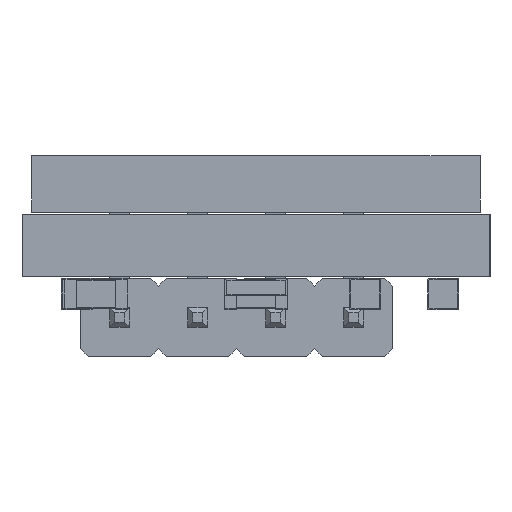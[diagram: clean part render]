
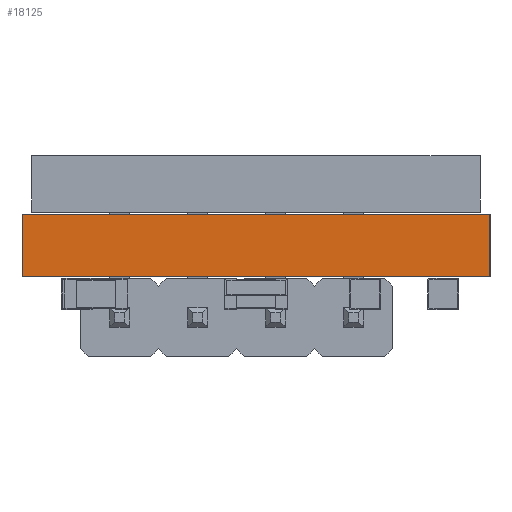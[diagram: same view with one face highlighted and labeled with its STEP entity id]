
A CAD part, left-side view. The second image highlights one B-rep face of the part: STEP entity #18125.
In plain terms, the highlighted planar face has unit normal (-1, 0, 0).
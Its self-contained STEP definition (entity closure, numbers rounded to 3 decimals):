
#18009 = EDGE_CURVE('',#18010,#18012,#18014,.T.);
#18010 = VERTEX_POINT('',#18011);
#18011 = CARTESIAN_POINT('',(103.4,-88.5,0.));
#18012 = VERTEX_POINT('',#18013);
#18013 = CARTESIAN_POINT('',(103.4,-88.5,1.6));
#18014 = SURFACE_CURVE('',#18015,(#18019,#18031),.PCURVE_S1.);
#18015 = LINE('',#18016,#18017);
#18016 = CARTESIAN_POINT('',(103.4,-88.5,0.));
#18017 = VECTOR('',#18018,1.);
#18018 = DIRECTION('',(0.,0.,1.));
#18019 = PCURVE('',#18020,#18025);
#18020 = PLANE('',#18021);
#18021 = AXIS2_PLACEMENT_3D('',#18022,#18023,#18024);
#18022 = CARTESIAN_POINT('',(103.4,-88.5,0.));
#18023 = DIRECTION('',(0.,1.,0.));
#18024 = DIRECTION('',(1.,0.,0.));
#18025 = DEFINITIONAL_REPRESENTATION('',(#18026),#18030);
#18026 = LINE('',#18027,#18028);
#18027 = CARTESIAN_POINT('',(0.,0.));
#18028 = VECTOR('',#18029,1.);
#18029 = DIRECTION('',(0.,-1.));
#18030 = ( GEOMETRIC_REPRESENTATION_CONTEXT(2) 
PARAMETRIC_REPRESENTATION_CONTEXT() REPRESENTATION_CONTEXT('2D SPACE',''
  ) );
#18031 = PCURVE('',#18032,#18037);
#18032 = PLANE('',#18033);
#18033 = AXIS2_PLACEMENT_3D('',#18034,#18035,#18036);
#18034 = CARTESIAN_POINT('',(103.4,-100.5,0.));
#18035 = DIRECTION('',(-1.,0.,0.));
#18036 = DIRECTION('',(0.,1.,0.));
#18037 = DEFINITIONAL_REPRESENTATION('',(#18038),#18042);
#18038 = LINE('',#18039,#18040);
#18039 = CARTESIAN_POINT('',(12.,0.));
#18040 = VECTOR('',#18041,1.);
#18041 = DIRECTION('',(0.,-1.));
#18042 = ( GEOMETRIC_REPRESENTATION_CONTEXT(2) 
PARAMETRIC_REPRESENTATION_CONTEXT() REPRESENTATION_CONTEXT('2D SPACE',''
  ) );
#18060 = PLANE('',#18061);
#18061 = AXIS2_PLACEMENT_3D('',#18062,#18063,#18064);
#18062 = CARTESIAN_POINT('',(143.4,-94.5,1.6));
#18063 = DIRECTION('',(-0.,-0.,-1.));
#18064 = DIRECTION('',(-1.,0.,0.));
#18114 = PLANE('',#18115);
#18115 = AXIS2_PLACEMENT_3D('',#18116,#18117,#18118);
#18116 = CARTESIAN_POINT('',(143.4,-94.5,0.));
#18117 = DIRECTION('',(-0.,-0.,-1.));
#18118 = DIRECTION('',(-1.,0.,0.));
#18125 = ADVANCED_FACE('',(#18126),#18032,.T.);
#18126 = FACE_BOUND('',#18127,.T.);
#18127 = EDGE_LOOP('',(#18128,#18158,#18179,#18180));
#18128 = ORIENTED_EDGE('',*,*,#18129,.T.);
#18129 = EDGE_CURVE('',#18130,#18132,#18134,.T.);
#18130 = VERTEX_POINT('',#18131);
#18131 = CARTESIAN_POINT('',(103.4,-100.5,0.));
#18132 = VERTEX_POINT('',#18133);
#18133 = CARTESIAN_POINT('',(103.4,-100.5,1.6));
#18134 = SURFACE_CURVE('',#18135,(#18139,#18146),.PCURVE_S1.);
#18135 = LINE('',#18136,#18137);
#18136 = CARTESIAN_POINT('',(103.4,-100.5,0.));
#18137 = VECTOR('',#18138,1.);
#18138 = DIRECTION('',(0.,0.,1.));
#18139 = PCURVE('',#18032,#18140);
#18140 = DEFINITIONAL_REPRESENTATION('',(#18141),#18145);
#18141 = LINE('',#18142,#18143);
#18142 = CARTESIAN_POINT('',(0.,0.));
#18143 = VECTOR('',#18144,1.);
#18144 = DIRECTION('',(0.,-1.));
#18145 = ( GEOMETRIC_REPRESENTATION_CONTEXT(2) 
PARAMETRIC_REPRESENTATION_CONTEXT() REPRESENTATION_CONTEXT('2D SPACE',''
  ) );
#18146 = PCURVE('',#18147,#18152);
#18147 = PLANE('',#18148);
#18148 = AXIS2_PLACEMENT_3D('',#18149,#18150,#18151);
#18149 = CARTESIAN_POINT('',(183.4,-100.5,0.));
#18150 = DIRECTION('',(0.,-1.,0.));
#18151 = DIRECTION('',(-1.,0.,0.));
#18152 = DEFINITIONAL_REPRESENTATION('',(#18153),#18157);
#18153 = LINE('',#18154,#18155);
#18154 = CARTESIAN_POINT('',(80.,0.));
#18155 = VECTOR('',#18156,1.);
#18156 = DIRECTION('',(0.,-1.));
#18157 = ( GEOMETRIC_REPRESENTATION_CONTEXT(2) 
PARAMETRIC_REPRESENTATION_CONTEXT() REPRESENTATION_CONTEXT('2D SPACE',''
  ) );
#18158 = ORIENTED_EDGE('',*,*,#18159,.T.);
#18159 = EDGE_CURVE('',#18132,#18012,#18160,.T.);
#18160 = SURFACE_CURVE('',#18161,(#18165,#18172),.PCURVE_S1.);
#18161 = LINE('',#18162,#18163);
#18162 = CARTESIAN_POINT('',(103.4,-100.5,1.6));
#18163 = VECTOR('',#18164,1.);
#18164 = DIRECTION('',(0.,1.,0.));
#18165 = PCURVE('',#18032,#18166);
#18166 = DEFINITIONAL_REPRESENTATION('',(#18167),#18171);
#18167 = LINE('',#18168,#18169);
#18168 = CARTESIAN_POINT('',(0.,-1.6));
#18169 = VECTOR('',#18170,1.);
#18170 = DIRECTION('',(1.,0.));
#18171 = ( GEOMETRIC_REPRESENTATION_CONTEXT(2) 
PARAMETRIC_REPRESENTATION_CONTEXT() REPRESENTATION_CONTEXT('2D SPACE',''
  ) );
#18172 = PCURVE('',#18060,#18173);
#18173 = DEFINITIONAL_REPRESENTATION('',(#18174),#18178);
#18174 = LINE('',#18175,#18176);
#18175 = CARTESIAN_POINT('',(40.,-6.));
#18176 = VECTOR('',#18177,1.);
#18177 = DIRECTION('',(0.,1.));
#18178 = ( GEOMETRIC_REPRESENTATION_CONTEXT(2) 
PARAMETRIC_REPRESENTATION_CONTEXT() REPRESENTATION_CONTEXT('2D SPACE',''
  ) );
#18179 = ORIENTED_EDGE('',*,*,#18009,.F.);
#18180 = ORIENTED_EDGE('',*,*,#18181,.F.);
#18181 = EDGE_CURVE('',#18130,#18010,#18182,.T.);
#18182 = SURFACE_CURVE('',#18183,(#18187,#18194),.PCURVE_S1.);
#18183 = LINE('',#18184,#18185);
#18184 = CARTESIAN_POINT('',(103.4,-100.5,0.));
#18185 = VECTOR('',#18186,1.);
#18186 = DIRECTION('',(0.,1.,0.));
#18187 = PCURVE('',#18032,#18188);
#18188 = DEFINITIONAL_REPRESENTATION('',(#18189),#18193);
#18189 = LINE('',#18190,#18191);
#18190 = CARTESIAN_POINT('',(0.,0.));
#18191 = VECTOR('',#18192,1.);
#18192 = DIRECTION('',(1.,0.));
#18193 = ( GEOMETRIC_REPRESENTATION_CONTEXT(2) 
PARAMETRIC_REPRESENTATION_CONTEXT() REPRESENTATION_CONTEXT('2D SPACE',''
  ) );
#18194 = PCURVE('',#18114,#18195);
#18195 = DEFINITIONAL_REPRESENTATION('',(#18196),#18200);
#18196 = LINE('',#18197,#18198);
#18197 = CARTESIAN_POINT('',(40.,-6.));
#18198 = VECTOR('',#18199,1.);
#18199 = DIRECTION('',(0.,1.));
#18200 = ( GEOMETRIC_REPRESENTATION_CONTEXT(2) 
PARAMETRIC_REPRESENTATION_CONTEXT() REPRESENTATION_CONTEXT('2D SPACE',''
  ) );
